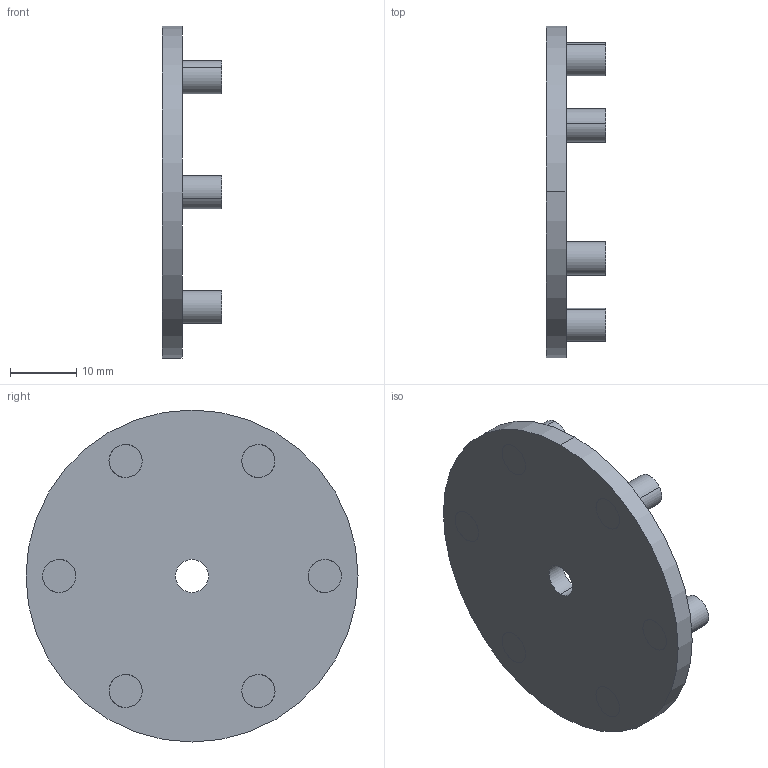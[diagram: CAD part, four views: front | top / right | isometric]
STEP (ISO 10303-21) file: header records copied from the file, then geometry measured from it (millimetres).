
FILE_DESCRIPTION (( 'STEP AP203' ), '1' );
FILE_NAME ('銷輪1.STEP', '2024-10-30T17:26:22', ( '' ), ( '' ), 'SwSTEP 2.0', 'SolidWorks 2024', '' );
FILE_SCHEMA (( 'CONFIG_CONTROL_DESIGN' ));
Length unit declared in the file: millimetre
Products named in the file (3): 銷輪座; 銷輪1; 銷
Assembly tree (7 placements, depth 2):
  銷輪1
    銷輪座
    銷  x6
Bounding box: 9 x 50 x 50 mm (x, y, z)
Volume: 6538.4 mm3; surface area: 5537.1 mm2
Topology: 7 solids, 7 shells, 42 faces, 84 edges, 56 vertices
Faces by surface type: cylinder 28, plane 14
Entity records: 1167 total; most frequent: DIRECTION 154, CARTESIAN_POINT 122, ORIENTED_EDGE 108, AXIS2_PLACEMENT_3D 68, EDGE_CURVE 54, CIRCLE 36, VERTEX_POINT 36, EDGE_LOOP 36
